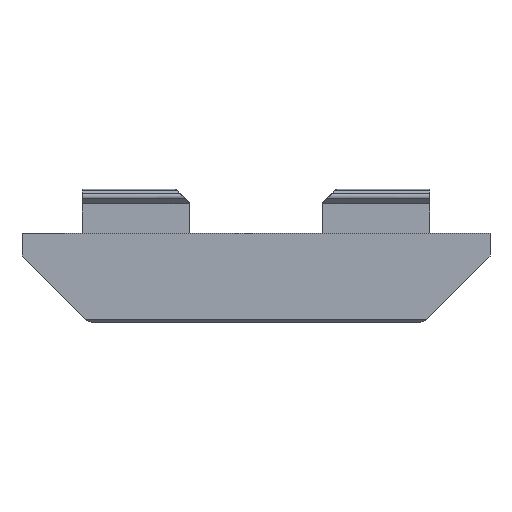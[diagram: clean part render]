
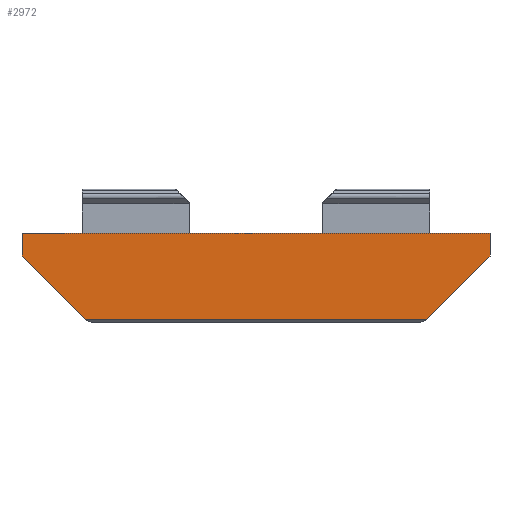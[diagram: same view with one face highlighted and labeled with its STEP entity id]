
A CAD part, left-side view. The second image highlights one B-rep face of the part: STEP entity #2972.
In plain terms, the highlighted planar face has unit normal (-1, 0, 0).
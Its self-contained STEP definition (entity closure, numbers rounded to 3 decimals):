
#177=PLANE('',#3160);
#330=FACE_OUTER_BOUND('',#486,.T.);
#486=EDGE_LOOP('',(#2765,#2766,#2767,#2768,#2769,#2770));
#635=LINE('',#4590,#973);
#645=LINE('',#4608,#983);
#799=LINE('',#4993,#1137);
#806=LINE('',#5005,#1144);
#824=LINE('',#5038,#1162);
#829=LINE('',#5049,#1167);
#973=VECTOR('',#3379,10.);
#983=VECTOR('',#3393,10.);
#1137=VECTOR('',#3765,10.);
#1144=VECTOR('',#3774,10.);
#1162=VECTOR('',#3808,10.);
#1167=VECTOR('',#3825,10.);
#1364=VERTEX_POINT('',#4588);
#1365=VERTEX_POINT('',#4589);
#1371=VERTEX_POINT('',#4606);
#1492=VERTEX_POINT('',#4990);
#1493=VERTEX_POINT('',#4992);
#1497=VERTEX_POINT('',#5003);
#1702=EDGE_CURVE('',#1364,#1365,#635,.T.);
#1712=EDGE_CURVE('',#1371,#1364,#645,.T.);
#1905=EDGE_CURVE('',#1492,#1493,#799,.T.);
#1912=EDGE_CURVE('',#1497,#1492,#806,.T.);
#1930=EDGE_CURVE('',#1365,#1497,#824,.T.);
#1935=EDGE_CURVE('',#1371,#1493,#829,.T.);
#2765=ORIENTED_EDGE('',*,*,#1702,.F.);
#2766=ORIENTED_EDGE('',*,*,#1712,.F.);
#2767=ORIENTED_EDGE('',*,*,#1935,.T.);
#2768=ORIENTED_EDGE('',*,*,#1905,.F.);
#2769=ORIENTED_EDGE('',*,*,#1912,.F.);
#2770=ORIENTED_EDGE('',*,*,#1930,.F.);
#2972=ADVANCED_FACE('',(#330),#177,.T.);
#3160=AXIS2_PLACEMENT_3D('',#5048,#3823,#3824);
#3379=DIRECTION('',(0.,1.,0.));
#3393=DIRECTION('',(0.,0.707,-0.707));
#3765=DIRECTION('',(0.,-1.,0.));
#3774=DIRECTION('',(0.,0.,1.));
#3808=DIRECTION('',(0.,0.707,0.707));
#3823=DIRECTION('center_axis',(-1.,0.,0.));
#3824=DIRECTION('ref_axis',(0.,-1.,0.));
#3825=DIRECTION('',(0.,0.,1.));
#4588=CARTESIAN_POINT('',(-20.,-25.25,-14.75));
#4589=CARTESIAN_POINT('',(-20.,0.25,-14.75));
#4590=CARTESIAN_POINT('',(-20.,-3.75,-14.75));
#4606=CARTESIAN_POINT('',(-20.,-30.,-10.));
#4608=CARTESIAN_POINT('',(-20.,-18.75,-21.25));
#4990=CARTESIAN_POINT('',(-20.,5.,-8.3));
#4992=CARTESIAN_POINT('',(-20.,-30.,-8.3));
#4993=CARTESIAN_POINT('',(-20.,5.,-8.3));
#5003=CARTESIAN_POINT('',(-20.,5.,-10.));
#5005=CARTESIAN_POINT('',(-20.,5.,-15.));
#5038=CARTESIAN_POINT('',(-20.,2.5,-12.5));
#5048=CARTESIAN_POINT('Origin',(-20.,5.,-15.));
#5049=CARTESIAN_POINT('',(-20.,-30.,-15.));
